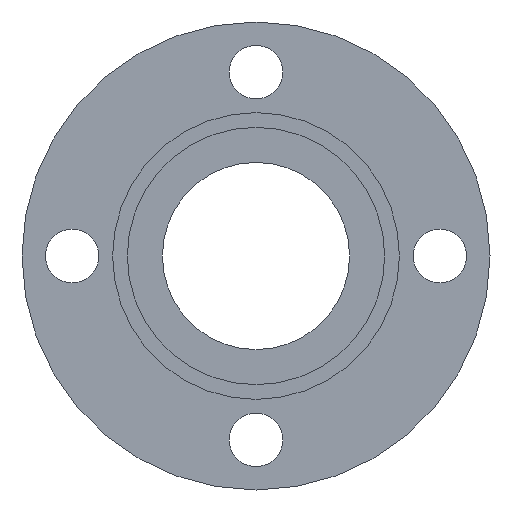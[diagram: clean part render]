
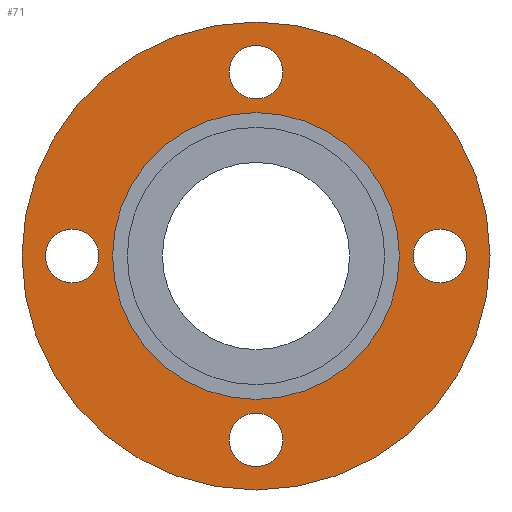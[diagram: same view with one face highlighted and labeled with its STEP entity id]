
A CAD part, left-side view. The second image highlights one B-rep face of the part: STEP entity #71.
In plain terms, the highlighted planar face has unit normal (-1, 0, 0).
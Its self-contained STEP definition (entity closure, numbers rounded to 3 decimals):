
#71=ADVANCED_FACE('',(#134,#135,#136,#137,#138,#139),#140,.T.);
#134=FACE_BOUND('',#216,.T.);
#135=FACE_BOUND('',#217,.T.);
#136=FACE_BOUND('',#218,.T.);
#137=FACE_BOUND('',#219,.T.);
#138=FACE_BOUND('',#220,.T.);
#139=FACE_OUTER_BOUND('',#221,.T.);
#140=PLANE('',#222);
#216=EDGE_LOOP('',(#420,#421));
#217=EDGE_LOOP('',(#422,#423));
#218=EDGE_LOOP('',(#424,#425));
#219=EDGE_LOOP('',(#426,#427));
#220=EDGE_LOOP('',(#428,#429));
#221=EDGE_LOOP('',(#430,#431));
#222=AXIS2_PLACEMENT_3D('',#432,#433,#434);
#420=ORIENTED_EDGE('',*,*,#551,.T.);
#421=ORIENTED_EDGE('',*,*,#550,.T.);
#422=ORIENTED_EDGE('',*,*,#553,.T.);
#423=ORIENTED_EDGE('',*,*,#546,.T.);
#424=ORIENTED_EDGE('',*,*,#555,.T.);
#425=ORIENTED_EDGE('',*,*,#542,.T.);
#426=ORIENTED_EDGE('',*,*,#557,.T.);
#427=ORIENTED_EDGE('',*,*,#538,.T.);
#428=ORIENTED_EDGE('',*,*,#559,.T.);
#429=ORIENTED_EDGE('',*,*,#534,.T.);
#430=ORIENTED_EDGE('',*,*,#517,.F.);
#431=ORIENTED_EDGE('',*,*,#567,.F.);
#432=CARTESIAN_POINT('',(0.0,24.5,0.0));
#433=DIRECTION('',(-1.0,-0.0,0.0));
#434=DIRECTION('',(0.0,-1.0,-0.0));
#517=EDGE_CURVE('',#606,#609,#610,.T.);
#534=EDGE_CURVE('',#636,#640,#642,.T.);
#538=EDGE_CURVE('',#644,#648,#650,.T.);
#542=EDGE_CURVE('',#652,#656,#658,.T.);
#546=EDGE_CURVE('',#660,#664,#666,.T.);
#550=EDGE_CURVE('',#668,#672,#674,.T.);
#551=EDGE_CURVE('',#672,#668,#675,.T.);
#553=EDGE_CURVE('',#664,#660,#677,.T.);
#555=EDGE_CURVE('',#656,#652,#679,.T.);
#557=EDGE_CURVE('',#648,#644,#681,.T.);
#559=EDGE_CURVE('',#640,#636,#683,.T.);
#567=EDGE_CURVE('',#609,#606,#691,.T.);
#606=VERTEX_POINT('',#740);
#609=VERTEX_POINT('',#744);
#610=CIRCLE('',#745,35.0);
#636=VERTEX_POINT('',#778);
#640=VERTEX_POINT('',#783);
#642=CIRCLE('',#786,21.45);
#644=VERTEX_POINT('',#788);
#648=VERTEX_POINT('',#793);
#650=CIRCLE('',#796,4.0);
#652=VERTEX_POINT('',#798);
#656=VERTEX_POINT('',#803);
#658=CIRCLE('',#806,4.0);
#660=VERTEX_POINT('',#808);
#664=VERTEX_POINT('',#813);
#666=CIRCLE('',#816,4.0);
#668=VERTEX_POINT('',#818);
#672=VERTEX_POINT('',#823);
#674=CIRCLE('',#826,4.0);
#675=CIRCLE('',#827,4.0);
#677=CIRCLE('',#829,4.0);
#679=CIRCLE('',#831,4.0);
#681=CIRCLE('',#833,4.0);
#683=CIRCLE('',#835,21.45);
#691=CIRCLE('',#843,35.0);
#740=CARTESIAN_POINT('',(0.0,35.0,0.0));
#744=CARTESIAN_POINT('',(0.0,-35.0,0.));
#745=AXIS2_PLACEMENT_3D('',#883,#884,#885);
#778=CARTESIAN_POINT('',(0.,21.45,0.));
#783=CARTESIAN_POINT('',(0.,-21.45,0.));
#786=AXIS2_PLACEMENT_3D('',#916,#917,#918);
#788=CARTESIAN_POINT('',(0.0,27.5,-4.0));
#793=CARTESIAN_POINT('',(0.0,27.5,4.0));
#796=AXIS2_PLACEMENT_3D('',#924,#925,#926);
#798=CARTESIAN_POINT('',(0.0,4.0,27.5));
#803=CARTESIAN_POINT('',(0.0,-4.0,27.5));
#806=AXIS2_PLACEMENT_3D('',#932,#933,#934);
#808=CARTESIAN_POINT('',(0.0,-27.5,4.0));
#813=CARTESIAN_POINT('',(0.0,-27.5,-4.0));
#816=AXIS2_PLACEMENT_3D('',#940,#941,#942);
#818=CARTESIAN_POINT('',(0.0,-4.,-27.5));
#823=CARTESIAN_POINT('',(0.0,4.0,-27.5));
#826=AXIS2_PLACEMENT_3D('',#948,#949,#950);
#827=AXIS2_PLACEMENT_3D('',#951,#952,#953);
#829=AXIS2_PLACEMENT_3D('',#957,#958,#959);
#831=AXIS2_PLACEMENT_3D('',#963,#964,#965);
#833=AXIS2_PLACEMENT_3D('',#969,#970,#971);
#835=AXIS2_PLACEMENT_3D('',#975,#976,#977);
#843=AXIS2_PLACEMENT_3D('',#999,#1000,#1001);
#883=CARTESIAN_POINT('',(0.0,0.0,0.0));
#884=DIRECTION('',(1.0,0.0,0.0));
#885=DIRECTION('',(0.0,1.0,0.0));
#916=CARTESIAN_POINT('',(0.,0.,0.0));
#917=DIRECTION('',(1.0,0.0,-0.0));
#918=DIRECTION('',(0.0,1.0,0.0));
#924=CARTESIAN_POINT('',(0.0,27.5,0.0));
#925=DIRECTION('',(1.0,-0.0,0.0));
#926=DIRECTION('',(0.0,0.0,-1.0));
#932=CARTESIAN_POINT('',(0.0,0.,27.5));
#933=DIRECTION('',(1.0,-0.0,0.0));
#934=DIRECTION('',(0.0,1.0,0.));
#940=CARTESIAN_POINT('',(0.0,-27.5,0.));
#941=DIRECTION('',(1.0,0.0,-0.0));
#942=DIRECTION('',(0.0,0.,1.0));
#948=CARTESIAN_POINT('',(0.0,0.,-27.5));
#949=DIRECTION('',(1.0,0.0,-0.0));
#950=DIRECTION('',(0.0,-1.0,0.));
#951=CARTESIAN_POINT('',(0.0,0.,-27.5));
#952=DIRECTION('',(1.0,0.0,-0.0));
#953=DIRECTION('',(0.0,-1.0,0.));
#957=CARTESIAN_POINT('',(0.0,-27.5,0.));
#958=DIRECTION('',(1.0,0.0,-0.0));
#959=DIRECTION('',(0.0,0.,1.0));
#963=CARTESIAN_POINT('',(0.0,0.,27.5));
#964=DIRECTION('',(1.0,-0.0,0.0));
#965=DIRECTION('',(0.0,1.0,0.));
#969=CARTESIAN_POINT('',(0.0,27.5,0.0));
#970=DIRECTION('',(1.0,-0.0,0.0));
#971=DIRECTION('',(0.0,0.0,-1.0));
#975=CARTESIAN_POINT('',(0.,0.,0.0));
#976=DIRECTION('',(1.0,0.0,-0.0));
#977=DIRECTION('',(0.0,1.0,0.0));
#999=CARTESIAN_POINT('',(0.0,0.0,0.0));
#1000=DIRECTION('',(1.0,0.0,0.0));
#1001=DIRECTION('',(0.0,1.0,0.0));
